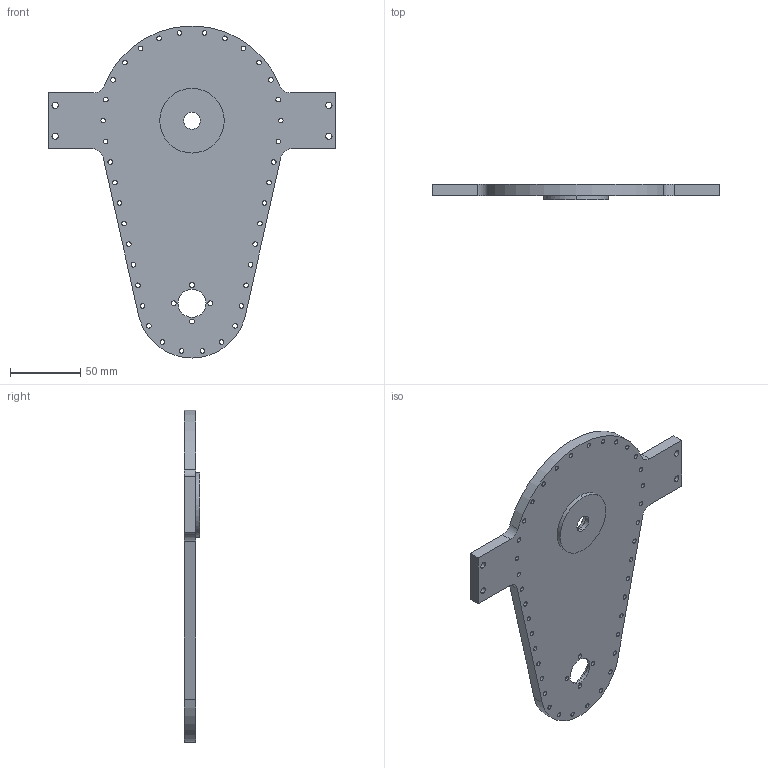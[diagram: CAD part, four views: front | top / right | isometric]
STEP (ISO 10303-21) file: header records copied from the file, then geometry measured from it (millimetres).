
FILE_DESCRIPTION (( 'STEP AP214' ), '1' );
FILE_NAME ('REM_USI_100.STEP', '2021-05-17T07:43:58', ( '' ), ( '' ), 'SwSTEP 2.0', 'SolidWorks 2016', '' );
FILE_SCHEMA (( 'AUTOMOTIVE_DESIGN' ));
Length unit declared in the file: millimetre
Products named in the file (1): REM_USI_100
Bounding box: 205 x 11 x 236.5 mm (x, y, z)
Volume: 204835.5 mm3; surface area: 63769.9 mm2
Topology: 1 solids, 1 shells, 177 faces, 485 edges, 302 vertices
Faces by surface type: cylinder 135, cone 28, plane 14
Entity records: 6887 total; most frequent: DIRECTION 1091, CARTESIAN_POINT 941, ORIENTED_EDGE 922, EDGE_CURVE 461, AXIS2_PLACEMENT_3D 452, VERTEX_POINT 302, EDGE_LOOP 289, CIRCLE 274
